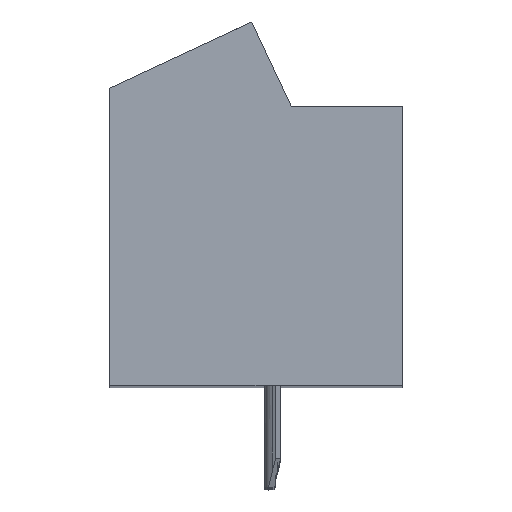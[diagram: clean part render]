
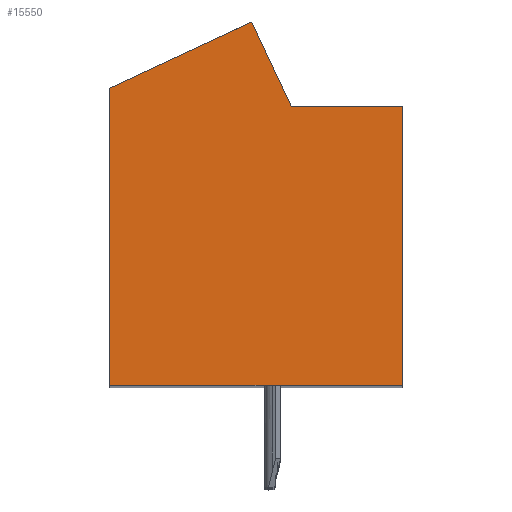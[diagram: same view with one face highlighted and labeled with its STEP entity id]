
A CAD part, top view. The second image highlights one B-rep face of the part: STEP entity #15550.
In plain terms, the highlighted planar face has unit normal (0, 0, 1).
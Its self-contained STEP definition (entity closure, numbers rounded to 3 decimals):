
#5417=DIRECTION('',(-1.,0.,0.));
#5418=VECTOR('',#5417,3.79);
#5419=CARTESIAN_POINT('',(5.002,3.3,43.75));
#5420=LINE('',#5419,#5418);
#5421=DIRECTION('',(0.,1.,0.));
#5422=VECTOR('',#5421,9.5);
#5423=CARTESIAN_POINT('',(5.002,-6.2,43.75));
#5424=LINE('',#5423,#5422);
#5425=DIRECTION('',(1.,0.,0.));
#5426=VECTOR('',#5425,10.);
#5427=CARTESIAN_POINT('',(-4.998,-6.2,43.75));
#5428=LINE('',#5427,#5426);
#5429=DIRECTION('',(0.,-1.,0.));
#5430=VECTOR('',#5429,10.135);
#5431=CARTESIAN_POINT('',(-4.998,3.935,43.75));
#5432=LINE('',#5431,#5430);
#5433=DIRECTION('',(-0.906,-0.423,0.));
#5434=VECTOR('',#5433,5.36);
#5435=CARTESIAN_POINT('',(-0.14,6.2,43.75));
#5436=LINE('',#5435,#5434);
#5437=DIRECTION('',(-0.423,0.906,0.));
#5438=VECTOR('',#5437,3.2);
#5439=CARTESIAN_POINT('',(1.212,3.3,43.75));
#5440=LINE('',#5439,#5438);
#6688=CARTESIAN_POINT('',(5.002,3.3,43.75));
#6689=CARTESIAN_POINT('',(1.212,3.3,43.75));
#6690=VERTEX_POINT('',#6688);
#6691=VERTEX_POINT('',#6689);
#6692=CARTESIAN_POINT('',(-0.14,6.2,43.75));
#6693=VERTEX_POINT('',#6692);
#6694=CARTESIAN_POINT('',(-4.998,3.935,43.75));
#6695=VERTEX_POINT('',#6694);
#6696=CARTESIAN_POINT('',(-4.998,-6.2,43.75));
#6697=VERTEX_POINT('',#6696);
#6698=CARTESIAN_POINT('',(5.002,-6.2,43.75));
#6699=VERTEX_POINT('',#6698);
#15537=CARTESIAN_POINT('',(0.,0.,43.75));
#15538=DIRECTION('',(0.,0.,1.));
#15539=DIRECTION('',(1.,0.,0.));
#15540=AXIS2_PLACEMENT_3D('',#15537,#15538,#15539);
#15541=PLANE('',#15540);
#15542=ORIENTED_EDGE('',*,*,#8571,.F.);
#15543=ORIENTED_EDGE('',*,*,#8586,.F.);
#15544=ORIENTED_EDGE('',*,*,#8600,.F.);
#15545=ORIENTED_EDGE('',*,*,#8851,.F.);
#15546=ORIENTED_EDGE('',*,*,#9552,.F.);
#15547=ORIENTED_EDGE('',*,*,#15531,.F.);
#15548=EDGE_LOOP('',(#15542,#15543,#15544,#15545,#15546,#15547));
#15549=FACE_OUTER_BOUND('',#15548,.F.);
#8571=EDGE_CURVE('',#6690,#6691,#5420,.T.);
#8586=EDGE_CURVE('',#6699,#6690,#5424,.T.);
#8600=EDGE_CURVE('',#6697,#6699,#5428,.T.);
#8851=EDGE_CURVE('',#6695,#6697,#5432,.T.);
#9552=EDGE_CURVE('',#6693,#6695,#5436,.T.);
#15531=EDGE_CURVE('',#6691,#6693,#5440,.T.);
#15550=ADVANCED_FACE('',(#15549),#15541,.T.);
